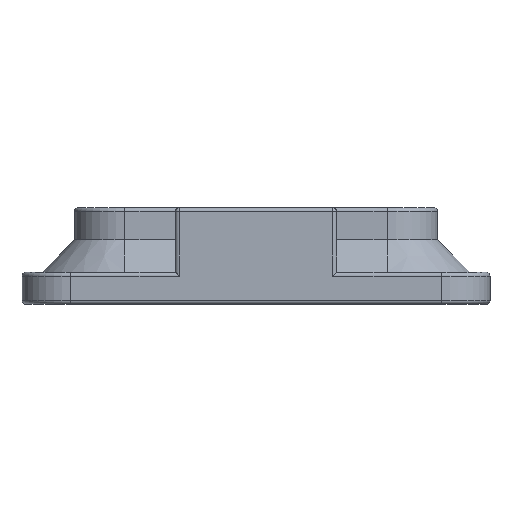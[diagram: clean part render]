
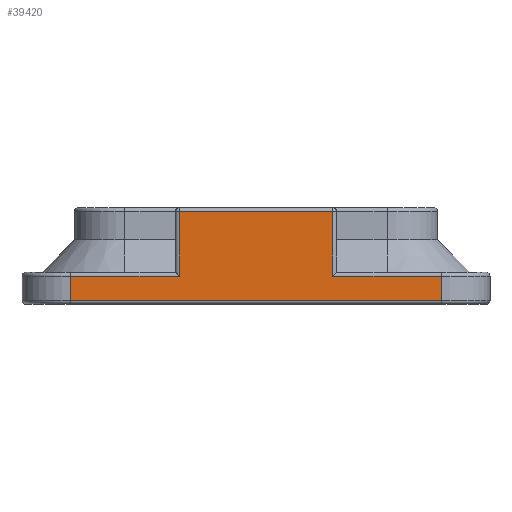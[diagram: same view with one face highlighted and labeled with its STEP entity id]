
A CAD part, left-side view. The second image highlights one B-rep face of the part: STEP entity #39420.
In plain terms, the highlighted planar face has unit normal (-1, 0, 0).
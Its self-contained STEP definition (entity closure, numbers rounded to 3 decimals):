
#3420=CARTESIAN_POINT('',(-48.,-23.,0.5));
#3430=DIRECTION('',(0.,1.,0.));
#3440=VECTOR('',#3430,46.);
#3450=LINE('',#3420,#3440);
#3460=CARTESIAN_POINT('',(-48.,-23.,0.5));
#3470=VERTEX_POINT('',#3460);
#3480=CARTESIAN_POINT('',(-48.,23.,0.5));
#3490=VERTEX_POINT('',#3480);
#3500=EDGE_CURVE('',#3470,#3490,#3450,.T.);
#8340=CARTESIAN_POINT('',(-48.,23.,3.5));
#8350=DIRECTION('',(0.,-1.,0.));
#8360=VECTOR('',#8350,13.5);
#8370=LINE('',#8340,#8360);
#8380=CARTESIAN_POINT('',(-48.,23.,3.5));
#8390=VERTEX_POINT('',#8380);
#8400=CARTESIAN_POINT('',(-48.,9.5,3.5));
#8410=VERTEX_POINT('',#8400);
#8420=EDGE_CURVE('',#8390,#8410,#8370,.T.);
#9760=CARTESIAN_POINT('',(-48.,9.5,3.5));
#9770=DIRECTION('',(0.,0.,1.));
#9780=VECTOR('',#9770,8.);
#9790=LINE('',#9760,#9780);
#9800=CARTESIAN_POINT('',(-48.,9.5,11.5));
#9810=VERTEX_POINT('',#9800);
#9820=EDGE_CURVE('',#8410,#9810,#9790,.T.);
#10480=CARTESIAN_POINT('',(-48.,9.5,11.5));
#10490=DIRECTION('',(0.,-1.,0.));
#10500=VECTOR('',#10490,19.);
#10510=LINE('',#10480,#10500);
#10520=CARTESIAN_POINT('',(-48.,-9.5,11.5));
#10530=VERTEX_POINT('',#10520);
#10540=EDGE_CURVE('',#9810,#10530,#10510,.T.);
#11260=CARTESIAN_POINT('',(-48.,-9.5,3.5));
#11270=DIRECTION('',(0.,-1.,0.));
#11280=VECTOR('',#11270,13.5);
#11290=LINE('',#11260,#11280);
#11300=CARTESIAN_POINT('',(-48.,-9.5,3.5));
#11310=VERTEX_POINT('',#11300);
#11320=CARTESIAN_POINT('',(-48.,-23.,3.5));
#11330=VERTEX_POINT('',#11320);
#11340=EDGE_CURVE('',#11310,#11330,#11290,.T.);
#12100=CARTESIAN_POINT('',(-48.,-9.5,11.5));
#12110=DIRECTION('',(0.,0.,-1.));
#12120=VECTOR('',#12110,8.);
#12130=LINE('',#12100,#12120);
#12140=EDGE_CURVE('',#10530,#11310,#12130,.T.);
#36740=CARTESIAN_POINT('',(-48.,23.,0.5));
#36750=DIRECTION('',(0.,0.,1.));
#36760=VECTOR('',#36750,3.);
#36770=LINE('',#36740,#36760);
#36780=EDGE_CURVE('',#3490,#8390,#36770,.T.);
#39220=CARTESIAN_POINT('',(-48.,-23.,0.));
#39230=DIRECTION('',(-1.,0.,0.));
#39240=DIRECTION('',(0.,0.,1.));
#39250=AXIS2_PLACEMENT_3D('',#39220,#39230,#39240);
#39260=PLANE('',#39250);
#39270=ORIENTED_EDGE('',*,*,#9820,.F.);
#39280=ORIENTED_EDGE('',*,*,#10540,.F.);
#39290=ORIENTED_EDGE('',*,*,#12140,.F.);
#39300=ORIENTED_EDGE('',*,*,#11340,.F.);
#39310=CARTESIAN_POINT('',(-48.,-23.,0.5));
#39320=DIRECTION('',(0.,0.,1.));
#39330=VECTOR('',#39320,3.);
#39340=LINE('',#39310,#39330);
#39350=EDGE_CURVE('',#3470,#11330,#39340,.T.);
#39360=ORIENTED_EDGE('',*,*,#39350,.T.);
#39370=ORIENTED_EDGE('',*,*,#3500,.F.);
#39380=ORIENTED_EDGE('',*,*,#36780,.F.);
#39390=ORIENTED_EDGE('',*,*,#8420,.F.);
#39400=EDGE_LOOP('',(#39390,#39380,#39370,#39360,#39300,#39290,#39280,
#39270));
#39410=FACE_OUTER_BOUND('',#39400,.T.);
#39420=ADVANCED_FACE('',(#39410),#39260,.T.);
